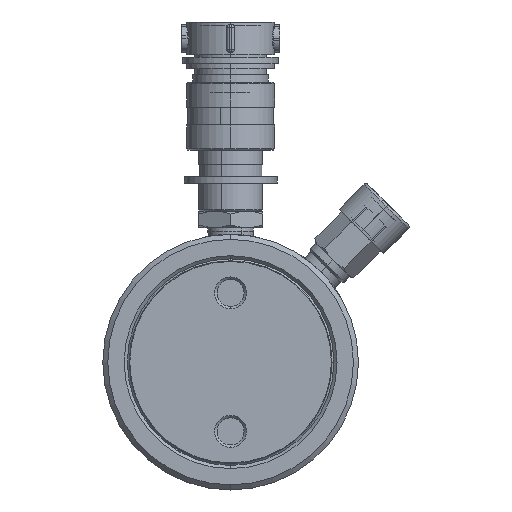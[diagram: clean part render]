
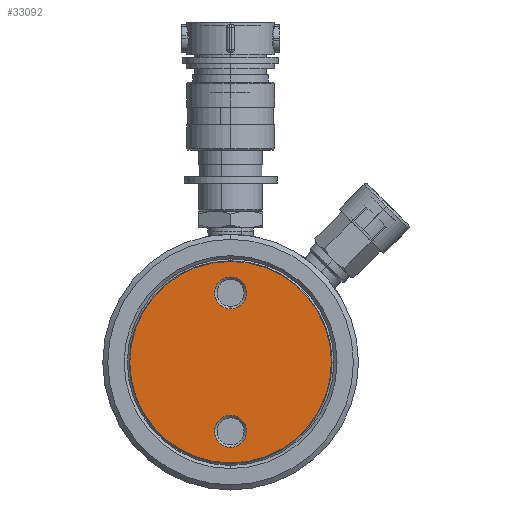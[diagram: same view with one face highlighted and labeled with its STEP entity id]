
A CAD part, front view. The second image highlights one B-rep face of the part: STEP entity #33092.
In plain terms, the highlighted planar face has unit normal (0, -1, 0).
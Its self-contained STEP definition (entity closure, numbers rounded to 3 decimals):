
#968 = CARTESIAN_POINT ( 'NONE',  ( 0., 0., 21.15 ) ) ;
#1049 = CARTESIAN_POINT ( 'NONE',  ( 0., 0., 27.5 ) ) ;
#1148 = VERTEX_POINT ( 'NONE', #11422 ) ;
#1372 = EDGE_LOOP ( 'NONE', ( #18821, #42202 ) ) ;
#2719 = EDGE_CURVE ( 'NONE', #16560, #1148, #31838, .T. ) ;
#3687 = AXIS2_PLACEMENT_3D ( 'NONE', #5810, #30933, #9438 ) ;
#3875 = DIRECTION ( 'NONE',  ( 0., -1., 0. ) ) ;
#4653 = DIRECTION ( 'NONE',  ( 0., 0., -1. ) ) ;
#4849 = AXIS2_PLACEMENT_3D ( 'NONE', #11098, #36188, #14705 ) ;
#4870 = EDGE_CURVE ( 'NONE', #31223, #38755, #39475, .T. ) ;
#5529 = CARTESIAN_POINT ( 'NONE',  ( 0., 0., 0. ) ) ;
#5810 = CARTESIAN_POINT ( 'NONE',  ( 0., 0., -27.5 ) ) ;
#6279 = EDGE_LOOP ( 'NONE', ( #12905, #7881 ) ) ;
#6647 = ORIENTED_EDGE ( 'NONE', *, *, #21726, .F. ) ;
#7188 = EDGE_CURVE ( 'NONE', #1148, #16560, #18033, .T. ) ;
#7881 = ORIENTED_EDGE ( 'NONE', *, *, #4870, .F. ) ;
#9032 = AXIS2_PLACEMENT_3D ( 'NONE', #36000, #29558, #36462 ) ;
#9396 = CIRCLE ( 'NONE', #30329, 6.35 ) ;
#9438 = DIRECTION ( 'NONE',  ( 0., 0., -1. ) ) ;
#9691 = CARTESIAN_POINT ( 'NONE',  ( 0., 0., 33.85 ) ) ;
#10442 = CARTESIAN_POINT ( 'NONE',  ( 0., 0., 27.5 ) ) ;
#11098 = CARTESIAN_POINT ( 'NONE',  ( 0., 0., 0. ) ) ;
#11422 = CARTESIAN_POINT ( 'NONE',  ( 0., 0., -40.05 ) ) ;
#12905 = ORIENTED_EDGE ( 'NONE', *, *, #15475, .F. ) ;
#14045 = DIRECTION ( 'NONE',  ( 0., 0., -1. ) ) ;
#14705 = DIRECTION ( 'NONE',  ( 0., 0., 1. ) ) ;
#15068 = FACE_OUTER_BOUND ( 'NONE', #1372, .T. ) ;
#15475 = EDGE_CURVE ( 'NONE', #38755, #31223, #23817, .T. ) ;
#16560 = VERTEX_POINT ( 'NONE', #37300 ) ;
#18033 = CIRCLE ( 'NONE', #41059, 40.05 ) ;
#18170 = VERTEX_POINT ( 'NONE', #9691 ) ;
#18574 = CARTESIAN_POINT ( 'NONE',  ( 0., 0., -21.15 ) ) ;
#18821 = ORIENTED_EDGE ( 'NONE', *, *, #2719, .T. ) ;
#18964 = CARTESIAN_POINT ( 'NONE',  ( 0., 0., -27.5 ) ) ;
#19635 = CARTESIAN_POINT ( 'NONE',  ( 0., 0., -33.85 ) ) ;
#21388 = ORIENTED_EDGE ( 'NONE', *, *, #29449, .F. ) ;
#21726 = EDGE_CURVE ( 'NONE', #29688, #18170, #32204, .T. ) ;
#21766 = AXIS2_PLACEMENT_3D ( 'NONE', #18964, #3875, #41334 ) ;
#21927 = DIRECTION ( 'NONE',  ( 0., 0., 1. ) ) ;
#23465 = EDGE_LOOP ( 'NONE', ( #6647, #21388 ) ) ;
#23817 = CIRCLE ( 'NONE', #3687, 6.35 ) ;
#26153 = DIRECTION ( 'NONE',  ( 0., -1., 0. ) ) ;
#28957 = PLANE ( 'NONE',  #4849 ) ;
#29449 = EDGE_CURVE ( 'NONE', #18170, #29688, #9396, .T. ) ;
#29558 = DIRECTION ( 'NONE',  ( 0., -1., 0. ) ) ;
#29688 = VERTEX_POINT ( 'NONE', #968 ) ;
#30329 = AXIS2_PLACEMENT_3D ( 'NONE', #10442, #35532, #14045 ) ;
#30933 = DIRECTION ( 'NONE',  ( 0., -1., 0. ) ) ;
#31223 = VERTEX_POINT ( 'NONE', #18574 ) ;
#31838 = CIRCLE ( 'NONE', #9032, 40.05 ) ;
#32204 = CIRCLE ( 'NONE', #45720, 6.35 ) ;
#33092 = ADVANCED_FACE ( 'NONE', ( #34166, #42542, #15068 ), #28957, .F. ) ;
#34166 = FACE_BOUND ( 'NONE', #23465, .T. ) ;
#35532 = DIRECTION ( 'NONE',  ( 0., -1., 0. ) ) ;
#36000 = CARTESIAN_POINT ( 'NONE',  ( 0., 0., 0. ) ) ;
#36188 = DIRECTION ( 'NONE',  ( 0., 1., 0. ) ) ;
#36462 = DIRECTION ( 'NONE',  ( 0., 0., 1. ) ) ;
#37300 = CARTESIAN_POINT ( 'NONE',  ( 0., 0., 40.05 ) ) ;
#38755 = VERTEX_POINT ( 'NONE', #19635 ) ;
#39475 = CIRCLE ( 'NONE', #21766, 6.35 ) ;
#41059 = AXIS2_PLACEMENT_3D ( 'NONE', #5529, #43753, #21927 ) ;
#41334 = DIRECTION ( 'NONE',  ( 0., 0., -1. ) ) ;
#42202 = ORIENTED_EDGE ( 'NONE', *, *, #7188, .T. ) ;
#42542 = FACE_BOUND ( 'NONE', #6279, .T. ) ;
#43753 = DIRECTION ( 'NONE',  ( 0., -1., 0. ) ) ;
#45720 = AXIS2_PLACEMENT_3D ( 'NONE', #1049, #26153, #4653 ) ;
